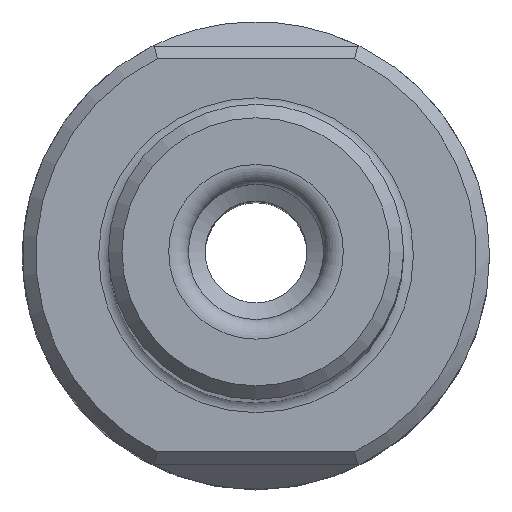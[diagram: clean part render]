
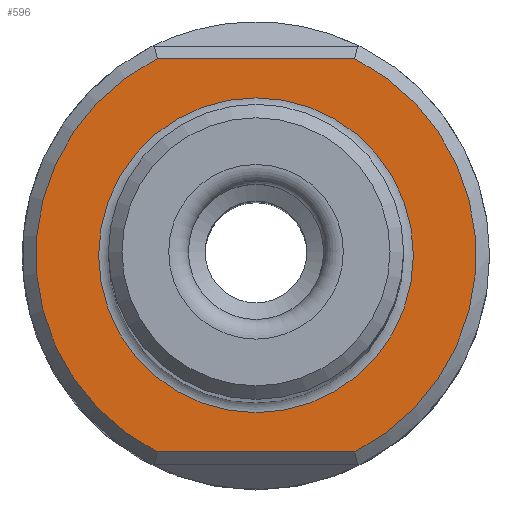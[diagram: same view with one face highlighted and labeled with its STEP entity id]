
A CAD part, top view. The second image highlights one B-rep face of the part: STEP entity #596.
In plain terms, the highlighted planar face has unit normal (0, 0, 1).
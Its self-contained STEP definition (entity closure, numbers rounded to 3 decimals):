
#40=PLANE('',#638);
#55=LINE('',#843,#65);
#56=LINE('',#847,#66);
#65=VECTOR('',#716,1000.);
#66=VECTOR('',#719,1000.);
#82=ORIENTED_EDGE('',*,*,#172,.T.);
#83=ORIENTED_EDGE('',*,*,#173,.T.);
#84=ORIENTED_EDGE('',*,*,#174,.T.);
#85=ORIENTED_EDGE('',*,*,#175,.T.);
#86=ORIENTED_EDGE('',*,*,#176,.T.);
#172=EDGE_CURVE('',#217,#217,#248,.T.);
#173=EDGE_CURVE('',#218,#219,#249,.F.);
#174=EDGE_CURVE('',#219,#220,#55,.T.);
#175=EDGE_CURVE('',#220,#221,#250,.F.);
#176=EDGE_CURVE('',#221,#218,#56,.T.);
#217=VERTEX_POINT('',#839);
#218=VERTEX_POINT('',#841);
#219=VERTEX_POINT('',#842);
#220=VERTEX_POINT('',#844);
#221=VERTEX_POINT('',#846);
#248=CIRCLE('',#639,6.4);
#249=CIRCLE('',#640,8.95);
#250=CIRCLE('',#641,8.95);
#272=EDGE_LOOP('',(#82));
#273=EDGE_LOOP('',(#83,#84,#85,#86));
#324=FACE_BOUND('',#272,.T.);
#325=FACE_BOUND('',#273,.T.);
#596=ADVANCED_FACE('',(#324,#325),#40,.F.);
#638=AXIS2_PLACEMENT_3D('',#837,#710,#711);
#639=AXIS2_PLACEMENT_3D('',#838,#712,#713);
#640=AXIS2_PLACEMENT_3D('',#840,#714,#715);
#641=AXIS2_PLACEMENT_3D('',#845,#717,#718);
#710=DIRECTION('',(0.,0.,-1.));
#711=DIRECTION('',(-1.,0.,0.));
#712=DIRECTION('',(0.,0.,-1.));
#713=DIRECTION('',(-1.,0.,0.));
#714=DIRECTION('',(0.,0.,-1.));
#715=DIRECTION('',(-1.,0.,0.));
#716=DIRECTION('',(-1.,0.,0.));
#717=DIRECTION('',(0.,0.,-1.));
#718=DIRECTION('',(-1.,0.,0.));
#719=DIRECTION('',(1.,0.,0.));
#837=CARTESIAN_POINT('',(6.,0.,38.5));
#838=CARTESIAN_POINT('',(0.,0.,38.5));
#839=CARTESIAN_POINT('',(-6.4,0.,38.5));
#840=CARTESIAN_POINT('',(0.,0.,38.5));
#841=CARTESIAN_POINT('',(4.013,-8.,38.5));
#842=CARTESIAN_POINT('',(4.013,8.,38.5));
#843=CARTESIAN_POINT('',(-2.802,8.,38.5));
#844=CARTESIAN_POINT('',(-4.013,8.,38.5));
#845=CARTESIAN_POINT('',(0.,0.,38.5));
#846=CARTESIAN_POINT('',(-4.013,-8.,38.5));
#847=CARTESIAN_POINT('',(2.802,-8.,38.5));
